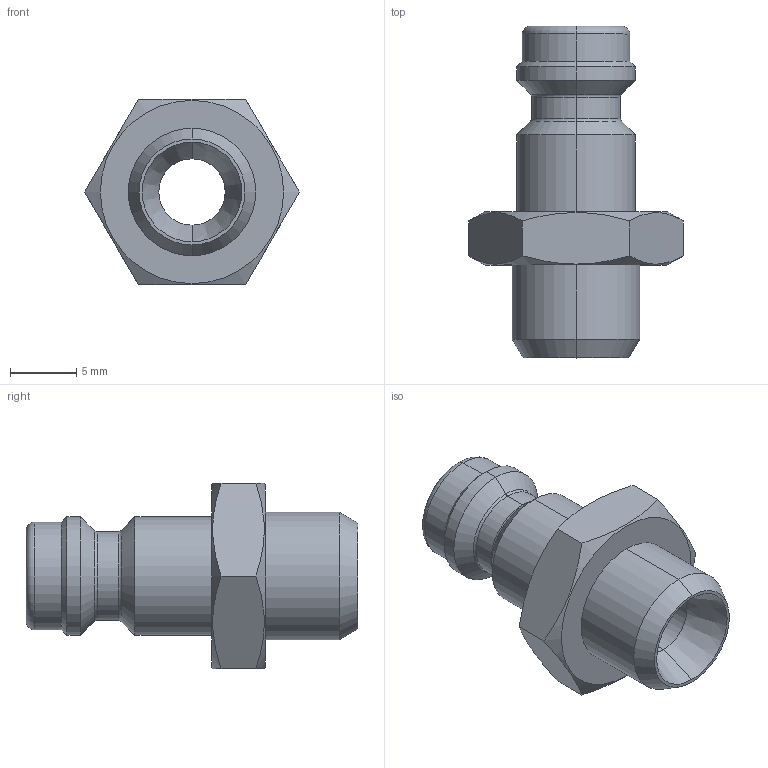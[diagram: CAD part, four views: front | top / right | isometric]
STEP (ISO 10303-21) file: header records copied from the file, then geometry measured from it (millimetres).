
FILE_DESCRIPTION (( 'STEP AP203' ), '1' );
FILE_NAME ('07211001.STEP', '2011-07-13T14:11:43', ( 'SP' ), ( 'sopra-pneumatic' ), 'SwSTEP 2.0', 'SolidWorks 2011', '' );
FILE_SCHEMA (( 'CONFIG_CONTROL_DESIGN' ));
Length unit declared in the file: millimetre
Products named in the file (1): 07211001
Bounding box: 16.17 x 25 x 14 mm (x, y, z)
Volume: 1398.6 mm3; surface area: 1424.1 mm2
Topology: 1 solids, 1 shells, 42 faces, 92 edges, 54 vertices
Faces by surface type: cone 14, cylinder 12, plane 10, torus 6
Entity records: 1321 total; most frequent: CARTESIAN_POINT 317, DIRECTION 206, ORIENTED_EDGE 184, EDGE_CURVE 92, AXIS2_PLACEMENT_3D 87, VERTEX_POINT 54, EDGE_LOOP 46, CIRCLE 44
